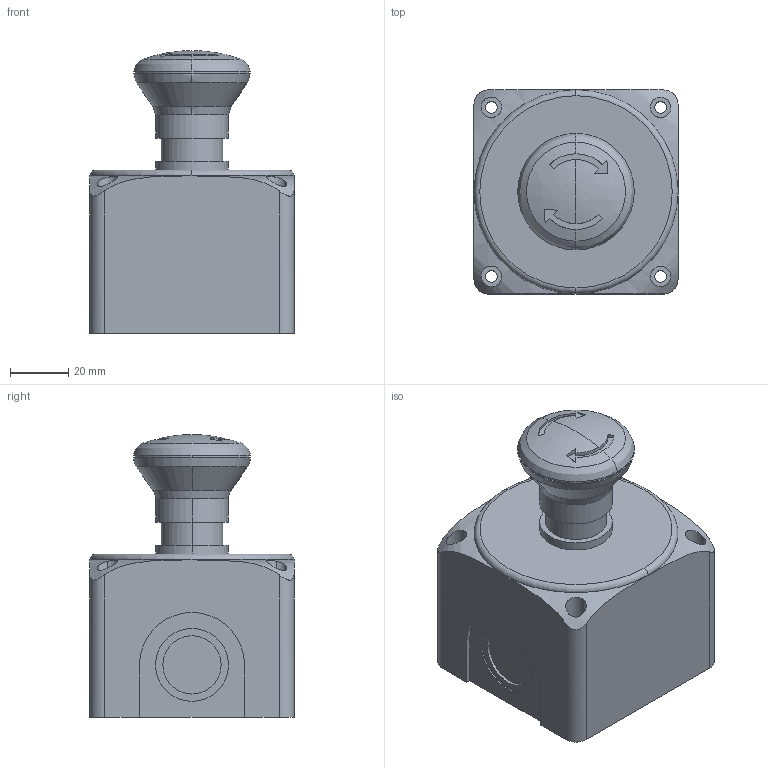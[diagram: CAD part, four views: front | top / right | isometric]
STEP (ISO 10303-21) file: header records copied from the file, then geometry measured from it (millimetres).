
FILE_DESCRIPTION((''),'2;1');
FILE_NAME('3d_LPZP1B502.stp','2013-11-21T07:50:26',(''),(''),'Mechanical Desktop 2011','Mechanical Desktop 2011',', , ');
FILE_SCHEMA(('CONFIG_CONTROL_DESIGN'));
Length unit declared in the file: millimetre
Products named in the file (1): Product
Bounding box: 70 x 70 x 97 mm (x, y, z)
Volume: 286797.9 mm3; surface area: 33617.8 mm2
Topology: 2 solids, 2 shells, 102 faces, 258 edges, 171 vertices
Faces by surface type: bspline 53, cylinder 28, plane 19, torus 2
Entity records: 4290 total; most frequent: CARTESIAN_POINT 1879, ORIENTED_EDGE 512, DIRECTION 430, EDGE_CURVE 256, VERTEX_POINT 171, AXIS2_PLACEMENT_3D 164, EDGE_LOOP 123, CIRCLE 114
